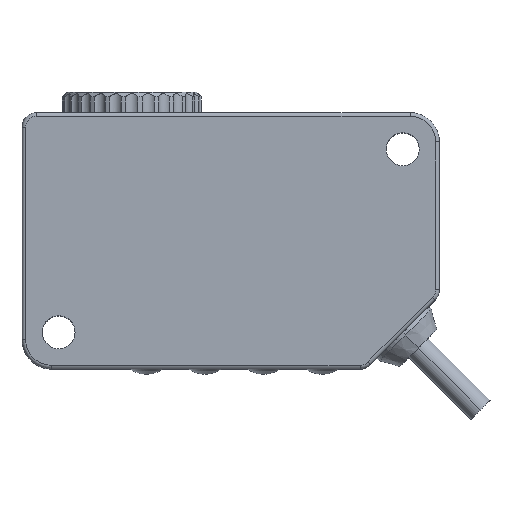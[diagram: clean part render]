
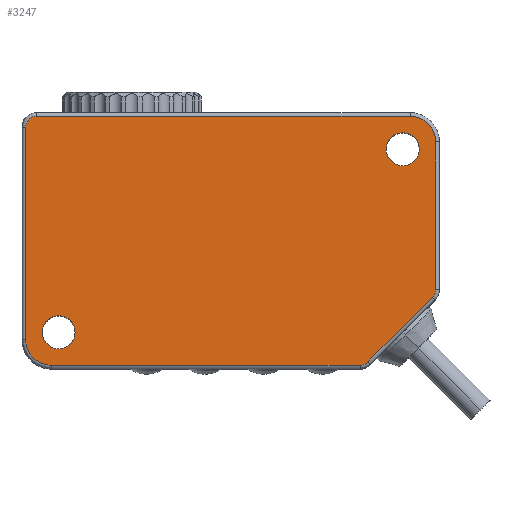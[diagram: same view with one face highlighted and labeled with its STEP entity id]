
A CAD part, top view. The second image highlights one B-rep face of the part: STEP entity #3247.
In plain terms, the highlighted planar face has unit normal (0, 0, 1).
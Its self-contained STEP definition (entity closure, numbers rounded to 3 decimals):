
#76=CARTESIAN_POINT('',(22.934,10.894,12.5));
#77=DIRECTION('',(0.,0.,-1.));
#78=DIRECTION('',(-1.,0.,0.));
#79=AXIS2_PLACEMENT_3D('',#76,#77,#78);
#81=CARTESIAN_POINT('',(22.934,10.894,12.5));
#82=DIRECTION('',(0.,0.,-1.));
#83=DIRECTION('',(1.,0.,0.));
#84=AXIS2_PLACEMENT_3D('',#81,#82,#83);
#86=CARTESIAN_POINT('',(-24.066,-14.106,12.5));
#87=DIRECTION('',(0.,0.,-1.));
#88=DIRECTION('',(-1.,0.,0.));
#89=AXIS2_PLACEMENT_3D('',#86,#87,#88);
#91=CARTESIAN_POINT('',(-24.066,-14.106,12.5));
#92=DIRECTION('',(0.,0.,-1.));
#93=DIRECTION('',(1.,0.,0.));
#94=AXIS2_PLACEMENT_3D('',#91,#92,#93);
#96=CARTESIAN_POINT('',(-27.066,13.894,12.5));
#97=DIRECTION('',(0.,0.,1.));
#98=DIRECTION('',(0.,1.,0.));
#99=AXIS2_PLACEMENT_3D('',#96,#97,#98);
#101=DIRECTION('',(-1.,0.,0.));
#102=VECTOR('',#101,51.);
#103=CARTESIAN_POINT('',(23.934,15.394,12.5));
#104=LINE('',#103,#102);
#105=CARTESIAN_POINT('',(23.934,11.894,12.5));
#106=DIRECTION('',(0.,0.,1.));
#107=DIRECTION('',(1.,0.,0.));
#108=AXIS2_PLACEMENT_3D('',#105,#106,#107);
#110=DIRECTION('',(0.,1.,0.));
#111=VECTOR('',#110,20.172);
#112=CARTESIAN_POINT('',(27.434,-8.277,12.5));
#113=LINE('',#112,#111);
#114=CARTESIAN_POINT('',(25.934,-8.277,12.5));
#115=DIRECTION('',(0.,0.,1.));
#116=DIRECTION('',(0.707,-0.707,0.));
#117=AXIS2_PLACEMENT_3D('',#114,#115,#116);
#119=DIRECTION('',(0.707,0.707,0.));
#120=VECTOR('',#119,12.485);
#121=CARTESIAN_POINT('',(18.166,-18.166,12.5));
#122=LINE('',#121,#120);
#123=CARTESIAN_POINT('',(17.106,-17.106,12.5));
#124=DIRECTION('',(0.,0.,1.));
#125=DIRECTION('',(0.,-1.,0.));
#126=AXIS2_PLACEMENT_3D('',#123,#124,#125);
#128=DIRECTION('',(1.,0.,0.));
#129=VECTOR('',#128,42.172);
#130=CARTESIAN_POINT('',(-25.066,-18.606,12.5));
#131=LINE('',#130,#129);
#132=CARTESIAN_POINT('',(-25.066,-15.106,12.5));
#133=DIRECTION('',(0.,0.,1.));
#134=DIRECTION('',(-1.,0.,0.));
#135=AXIS2_PLACEMENT_3D('',#132,#133,#134);
#137=DIRECTION('',(0.,-1.,0.));
#138=VECTOR('',#137,29.);
#139=CARTESIAN_POINT('',(-28.566,13.894,12.5));
#140=LINE('',#139,#138);
#2505=CARTESIAN_POINT('',(20.684,10.894,12.5));
#2506=CARTESIAN_POINT('',(25.184,10.894,12.5));
#2507=VERTEX_POINT('',#2505);
#2508=VERTEX_POINT('',#2506);
#2509=CARTESIAN_POINT('',(-26.316,-14.106,12.5));
#2510=CARTESIAN_POINT('',(-21.816,-14.106,12.5));
#2511=VERTEX_POINT('',#2509);
#2512=VERTEX_POINT('',#2510);
#3007=CARTESIAN_POINT('',(-27.066,15.394,12.5));
#3008=CARTESIAN_POINT('',(-28.566,13.894,12.5));
#3009=VERTEX_POINT('',#3007);
#3010=VERTEX_POINT('',#3008);
#3015=CARTESIAN_POINT('',(-28.566,-15.106,12.5));
#3016=VERTEX_POINT('',#3015);
#3019=CARTESIAN_POINT('',(-25.066,-18.606,12.5));
#3020=VERTEX_POINT('',#3019);
#3023=CARTESIAN_POINT('',(17.106,-18.606,12.5));
#3024=VERTEX_POINT('',#3023);
#3027=CARTESIAN_POINT('',(18.166,-18.166,12.5));
#3028=VERTEX_POINT('',#3027);
#3031=CARTESIAN_POINT('',(26.995,-9.338,12.5));
#3032=VERTEX_POINT('',#3031);
#3035=CARTESIAN_POINT('',(27.434,-8.277,12.5));
#3036=VERTEX_POINT('',#3035);
#3039=CARTESIAN_POINT('',(27.434,11.894,12.5));
#3040=VERTEX_POINT('',#3039);
#3043=CARTESIAN_POINT('',(23.934,15.394,12.5));
#3044=VERTEX_POINT('',#3043);
#3210=CARTESIAN_POINT('',(0.,0.,12.5));
#3211=DIRECTION('',(0.,0.,1.));
#3212=DIRECTION('',(0.,-1.,0.));
#3213=AXIS2_PLACEMENT_3D('',#3210,#3211,#3212);
#3214=PLANE('',#3213);
#3216=ORIENTED_EDGE('',*,*,#3215,.F.);
#3218=ORIENTED_EDGE('',*,*,#3217,.F.);
#3220=ORIENTED_EDGE('',*,*,#3219,.F.);
#3222=ORIENTED_EDGE('',*,*,#3221,.F.);
#3224=ORIENTED_EDGE('',*,*,#3223,.F.);
#3226=ORIENTED_EDGE('',*,*,#3225,.F.);
#3228=ORIENTED_EDGE('',*,*,#3227,.F.);
#3230=ORIENTED_EDGE('',*,*,#3229,.F.);
#3232=ORIENTED_EDGE('',*,*,#3231,.F.);
#3234=ORIENTED_EDGE('',*,*,#3233,.F.);
#3235=EDGE_LOOP('',(#3216,#3218,#3220,#3222,#3224,#3226,#3228,#3230,#3232,
#3234));
#3236=FACE_OUTER_BOUND('',#3235,.F.);
#3238=ORIENTED_EDGE('',*,*,#3237,.F.);
#3240=ORIENTED_EDGE('',*,*,#3239,.F.);
#3241=EDGE_LOOP('',(#3238,#3240));
#3242=FACE_BOUND('',#3241,.F.);
#3243=ORIENTED_EDGE('',*,*,#3190,.F.);
#3244=ORIENTED_EDGE('',*,*,#3204,.F.);
#3245=EDGE_LOOP('',(#3243,#3244));
#3246=FACE_BOUND('',#3245,.F.);
#3247=ADVANCED_FACE('',(#3236,#3242,#3246),#3214,.T.);
#80=CIRCLE('',#79,2.25);
#85=CIRCLE('',#84,2.25);
#90=CIRCLE('',#89,2.25);
#95=CIRCLE('',#94,2.25);
#100=CIRCLE('',#99,1.5);
#109=CIRCLE('',#108,3.5);
#118=CIRCLE('',#117,1.5);
#127=CIRCLE('',#126,1.5);
#136=CIRCLE('',#135,3.5);
#3190=EDGE_CURVE('',#2507,#2508,#80,.T.);
#3204=EDGE_CURVE('',#2508,#2507,#85,.T.);
#3215=EDGE_CURVE('',#3009,#3010,#100,.T.);
#3217=EDGE_CURVE('',#3044,#3009,#104,.T.);
#3219=EDGE_CURVE('',#3040,#3044,#109,.T.);
#3221=EDGE_CURVE('',#3036,#3040,#113,.T.);
#3223=EDGE_CURVE('',#3032,#3036,#118,.T.);
#3225=EDGE_CURVE('',#3028,#3032,#122,.T.);
#3227=EDGE_CURVE('',#3024,#3028,#127,.T.);
#3229=EDGE_CURVE('',#3020,#3024,#131,.T.);
#3231=EDGE_CURVE('',#3016,#3020,#136,.T.);
#3233=EDGE_CURVE('',#3010,#3016,#140,.T.);
#3237=EDGE_CURVE('',#2511,#2512,#90,.T.);
#3239=EDGE_CURVE('',#2512,#2511,#95,.T.);
